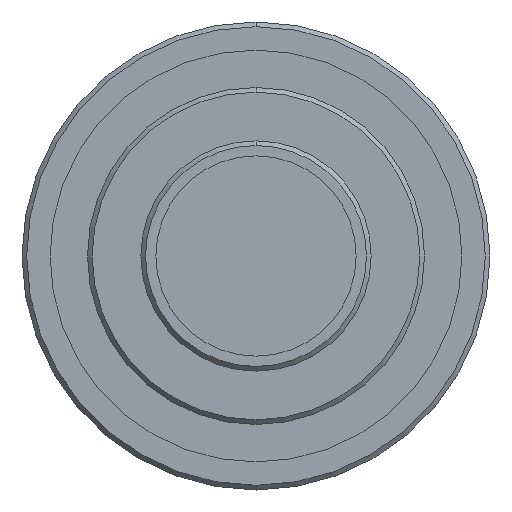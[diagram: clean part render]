
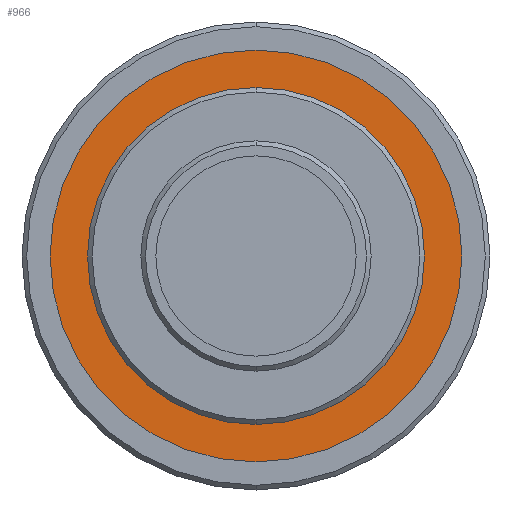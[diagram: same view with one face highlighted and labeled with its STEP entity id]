
A CAD part, front view. The second image highlights one B-rep face of the part: STEP entity #966.
In plain terms, the highlighted planar face has unit normal (0, -1, 0).
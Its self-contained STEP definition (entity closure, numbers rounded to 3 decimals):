
#53 = DIRECTION ( 'NONE',  ( 0., -1., 0. ) ) ;
#71 = CARTESIAN_POINT ( 'NONE',  ( 265.799, 113.654, 9. ) ) ;
#76 = CARTESIAN_POINT ( 'NONE',  ( 265.799, 113.654, 0. ) ) ;
#77 = EDGE_CURVE ( 'NONE', #665, #412, #653, .T. ) ;
#86 = CIRCLE ( 'NONE', #425, 9. ) ;
#139 = ORIENTED_EDGE ( 'NONE', *, *, #726, .T. ) ;
#173 = CIRCLE ( 'NONE', #1161, 9. ) ;
#209 = VERTEX_POINT ( 'NONE', #71 ) ;
#252 = AXIS2_PLACEMENT_3D ( 'NONE', #643, #53, #539 ) ;
#265 = DIRECTION ( 'NONE',  ( 0., -1., 0. ) ) ;
#351 = EDGE_LOOP ( 'NONE', ( #866, #139 ) ) ;
#357 = DIRECTION ( 'NONE',  ( 0., 0., -1. ) ) ;
#376 = ORIENTED_EDGE ( 'NONE', *, *, #1030, .F. ) ;
#387 = EDGE_CURVE ( 'NONE', #209, #530, #173, .T. ) ;
#412 = VERTEX_POINT ( 'NONE', #925 ) ;
#425 = AXIS2_PLACEMENT_3D ( 'NONE', #76, #785, #1190 ) ;
#448 = CIRCLE ( 'NONE', #591, 11. ) ;
#452 = CARTESIAN_POINT ( 'NONE',  ( 265.799, 113.654, -9. ) ) ;
#477 = PLANE ( 'NONE',  #719 ) ;
#530 = VERTEX_POINT ( 'NONE', #452 ) ;
#539 = DIRECTION ( 'NONE',  ( 0., 0., -1. ) ) ;
#591 = AXIS2_PLACEMENT_3D ( 'NONE', #1131, #854, #357 ) ;
#643 = CARTESIAN_POINT ( 'NONE',  ( 265.799, 113.654, 0. ) ) ;
#653 = CIRCLE ( 'NONE', #252, 11. ) ;
#665 = VERTEX_POINT ( 'NONE', #924 ) ;
#670 = ORIENTED_EDGE ( 'NONE', *, *, #387, .F. ) ;
#678 = FACE_BOUND ( 'NONE', #818, .T. ) ;
#719 = AXIS2_PLACEMENT_3D ( 'NONE', #1296, #265, #1180 ) ;
#726 = EDGE_CURVE ( 'NONE', #412, #665, #448, .T. ) ;
#741 = DIRECTION ( 'NONE',  ( 0., 0., -1. ) ) ;
#766 = FACE_OUTER_BOUND ( 'NONE', #351, .T. ) ;
#785 = DIRECTION ( 'NONE',  ( 0., -1., 0. ) ) ;
#818 = EDGE_LOOP ( 'NONE', ( #376, #670 ) ) ;
#854 = DIRECTION ( 'NONE',  ( 0., -1., 0. ) ) ;
#866 = ORIENTED_EDGE ( 'NONE', *, *, #77, .T. ) ;
#924 = CARTESIAN_POINT ( 'NONE',  ( 265.799, 113.654, -11. ) ) ;
#925 = CARTESIAN_POINT ( 'NONE',  ( 265.799, 113.654, 11. ) ) ;
#966 = ADVANCED_FACE ( 'NONE', ( #766, #678 ), #477, .T. ) ;
#1030 = EDGE_CURVE ( 'NONE', #530, #209, #86, .T. ) ;
#1043 = DIRECTION ( 'NONE',  ( 0., -1., 0. ) ) ;
#1131 = CARTESIAN_POINT ( 'NONE',  ( 265.799, 113.654, 0. ) ) ;
#1161 = AXIS2_PLACEMENT_3D ( 'NONE', #1222, #1043, #741 ) ;
#1180 = DIRECTION ( 'NONE',  ( 0., 0., -1. ) ) ;
#1190 = DIRECTION ( 'NONE',  ( 0., 0., -1. ) ) ;
#1222 = CARTESIAN_POINT ( 'NONE',  ( 265.799, 113.654, 0. ) ) ;
#1296 = CARTESIAN_POINT ( 'NONE',  ( 274.799, 113.654, 0. ) ) ;
